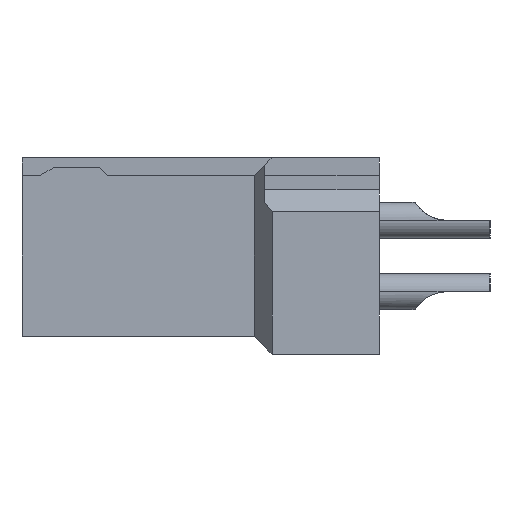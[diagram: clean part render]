
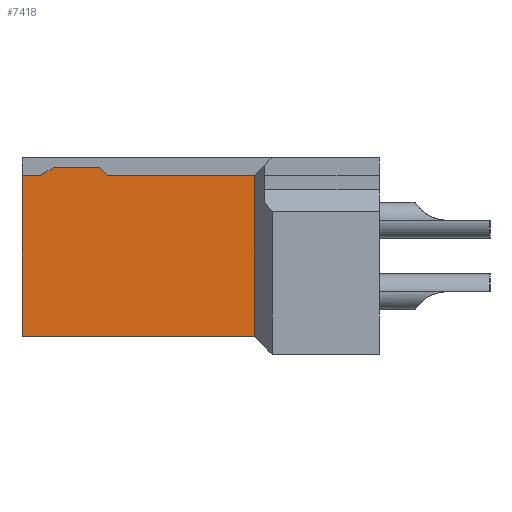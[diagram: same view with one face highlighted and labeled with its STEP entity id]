
A CAD part, left-side view. The second image highlights one B-rep face of the part: STEP entity #7418.
In plain terms, the highlighted planar face has unit normal (-1, 0, 0).
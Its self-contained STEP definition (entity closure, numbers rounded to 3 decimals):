
#797=DIRECTION('',(0.,0.,-1.));
#798=VECTOR('',#797,4.5);
#799=CARTESIAN_POINT('',(-13.4,10.,2.25));
#800=LINE('',#799,#798);
#1245=DIRECTION('',(0.,-1.,0.));
#1246=VECTOR('',#1245,6.5);
#1247=CARTESIAN_POINT('',(-13.4,10.,-2.25));
#1248=LINE('',#1247,#1246);
#1413=DIRECTION('',(0.,0.866,-0.5));
#1414=VECTOR('',#1413,0.46);
#1415=CARTESIAN_POINT('',(-13.4,9.102,2.48));
#1416=LINE('',#1415,#1414);
#1417=DIRECTION('',(0.,-1.,0.));
#1418=VECTOR('',#1417,1.272);
#1419=CARTESIAN_POINT('',(-13.4,9.102,2.48));
#1420=LINE('',#1419,#1418);
#1421=DIRECTION('',(0.,0.707,0.707));
#1422=VECTOR('',#1421,0.325);
#1423=CARTESIAN_POINT('',(-13.4,7.6,2.25));
#1424=LINE('',#1423,#1422);
#1425=DIRECTION('',(0.,-1.,0.));
#1426=VECTOR('',#1425,4.1);
#1427=CARTESIAN_POINT('',(-13.4,7.6,2.25));
#1428=LINE('',#1427,#1426);
#1429=DIRECTION('',(0.,0.,-1.));
#1430=VECTOR('',#1429,4.5);
#1431=CARTESIAN_POINT('',(-13.4,3.5,2.25));
#1432=LINE('',#1431,#1430);
#1433=DIRECTION('',(0.,-1.,0.));
#1434=VECTOR('',#1433,0.5);
#1435=CARTESIAN_POINT('',(-13.4,10.,2.25));
#1436=LINE('',#1435,#1434);
#4935=CARTESIAN_POINT('',(-13.4,10.,2.25));
#4936=CARTESIAN_POINT('',(-13.4,10.,-2.25));
#4937=VERTEX_POINT('',#4935);
#4938=VERTEX_POINT('',#4936);
#4971=CARTESIAN_POINT('',(-13.4,3.5,-2.25));
#4973=VERTEX_POINT('',#4971);
#4975=CARTESIAN_POINT('',(-13.4,3.5,2.25));
#4976=VERTEX_POINT('',#4975);
#5037=CARTESIAN_POINT('',(-13.4,9.102,2.48));
#5038=CARTESIAN_POINT('',(-13.4,9.5,2.25));
#5039=VERTEX_POINT('',#5037);
#5040=VERTEX_POINT('',#5038);
#5053=CARTESIAN_POINT('',(-13.4,7.6,2.25));
#5054=CARTESIAN_POINT('',(-13.4,7.83,2.48));
#5055=VERTEX_POINT('',#5053);
#5056=VERTEX_POINT('',#5054);
#7398=CARTESIAN_POINT('',(-13.4,10.,2.25));
#7399=DIRECTION('',(1.,0.,0.));
#7400=DIRECTION('',(0.,0.,-1.));
#7401=AXIS2_PLACEMENT_3D('',#7398,#7399,#7400);
#7402=PLANE('',#7401);
#7404=ORIENTED_EDGE('',*,*,#7403,.F.);
#7406=ORIENTED_EDGE('',*,*,#7405,.T.);
#7408=ORIENTED_EDGE('',*,*,#7407,.F.);
#7410=ORIENTED_EDGE('',*,*,#7409,.T.);
#7411=ORIENTED_EDGE('',*,*,#6734,.T.);
#7412=ORIENTED_EDGE('',*,*,#7173,.F.);
#7413=ORIENTED_EDGE('',*,*,#6900,.F.);
#7415=ORIENTED_EDGE('',*,*,#7414,.T.);
#7416=EDGE_LOOP('',(#7404,#7406,#7408,#7410,#7411,#7412,#7413,#7415));
#7417=FACE_OUTER_BOUND('',#7416,.F.);
#6734=EDGE_CURVE('',#4976,#4973,#1432,.T.);
#6900=EDGE_CURVE('',#4937,#4938,#800,.T.);
#7173=EDGE_CURVE('',#4938,#4973,#1248,.T.);
#7403=EDGE_CURVE('',#5039,#5040,#1416,.T.);
#7405=EDGE_CURVE('',#5039,#5056,#1420,.T.);
#7407=EDGE_CURVE('',#5055,#5056,#1424,.T.);
#7409=EDGE_CURVE('',#5055,#4976,#1428,.T.);
#7414=EDGE_CURVE('',#4937,#5040,#1436,.T.);
#7418=ADVANCED_FACE('',(#7417),#7402,.F.);
